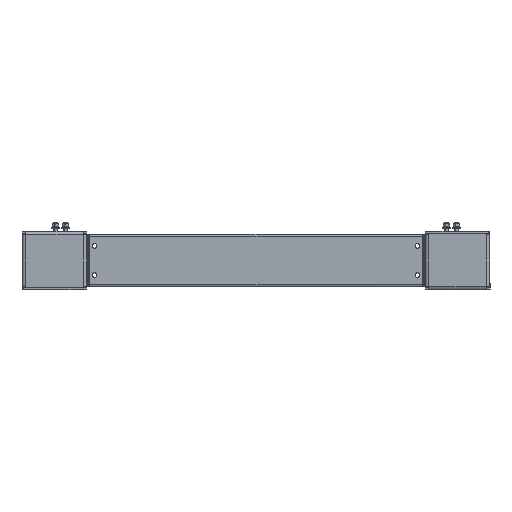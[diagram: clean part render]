
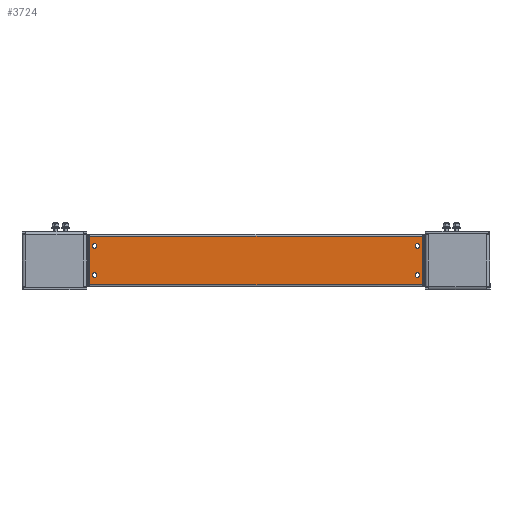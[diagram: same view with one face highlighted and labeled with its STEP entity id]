
A CAD part, left-side view. The second image highlights one B-rep face of the part: STEP entity #3724.
In plain terms, the highlighted face is planar.
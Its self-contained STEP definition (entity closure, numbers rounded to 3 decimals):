
#5 = CARTESIAN_POINT ( 'NONE',  ( -272., -25., 0. ) ) ;
#205 = AXIS2_PLACEMENT_3D ( 'NONE', #8188, #6261, #1460 ) ;
#499 = CARTESIAN_POINT ( 'NONE',  ( -276., -25., 0. ) ) ;
#685 = AXIS2_PLACEMENT_3D ( 'NONE', #2072, #5869, #2592 ) ;
#782 = EDGE_LOOP ( 'NONE', ( #1544, #3309 ) ) ;
#1103 = CARTESIAN_POINT ( 'NONE',  ( 284.5, -45., 0. ) ) ;
#1217 = VECTOR ( 'NONE', #8318, 1000. ) ;
#1271 = CARTESIAN_POINT ( 'NONE',  ( 280., 25., 0. ) ) ;
#1454 = CIRCLE ( 'NONE', #4368, 4. ) ;
#1460 = DIRECTION ( 'NONE',  ( 1., 0., 0. ) ) ;
#1510 = CIRCLE ( 'NONE', #685, 4. ) ;
#1544 = ORIENTED_EDGE ( 'NONE', *, *, #3031, .F. ) ;
#1666 = FACE_BOUND ( 'NONE', #782, .T. ) ;
#1709 = DIRECTION ( 'NONE',  ( -1., 0., 0. ) ) ;
#1721 = DIRECTION ( 'NONE',  ( -1., 0., 0. ) ) ;
#1723 = CARTESIAN_POINT ( 'NONE',  ( 276., -25., 0. ) ) ;
#1753 = FACE_BOUND ( 'NONE', #6752, .T. ) ;
#1858 = EDGE_CURVE ( 'NONE', #2251, #7213, #2258, .T. ) ;
#2072 = CARTESIAN_POINT ( 'NONE',  ( -276., -25., 0. ) ) ;
#2083 = CARTESIAN_POINT ( 'NONE',  ( 280., -25., 0. ) ) ;
#2136 = EDGE_CURVE ( 'NONE', #3348, #4785, #8264, .T. ) ;
#2183 = CARTESIAN_POINT ( 'NONE',  ( 272., -25., 0. ) ) ;
#2251 = VERTEX_POINT ( 'NONE', #1271 ) ;
#2258 = CIRCLE ( 'NONE', #3365, 4. ) ;
#2545 = VERTEX_POINT ( 'NONE', #8130 ) ;
#2546 = CARTESIAN_POINT ( 'NONE',  ( -284.5, -41.5, 0. ) ) ;
#2592 = DIRECTION ( 'NONE',  ( -1., 0., 0. ) ) ;
#2598 = VECTOR ( 'NONE', #5067, 1000. ) ;
#2606 = EDGE_LOOP ( 'NONE', ( #5578, #7463 ) ) ;
#2690 = CARTESIAN_POINT ( 'NONE',  ( -272., 25., 0. ) ) ;
#2740 = AXIS2_PLACEMENT_3D ( 'NONE', #4747, #6632, #3311 ) ;
#2791 = EDGE_CURVE ( 'NONE', #4456, #6857, #8051, .T. ) ;
#2878 = AXIS2_PLACEMENT_3D ( 'NONE', #499, #3746, #7912 ) ;
#2882 = ORIENTED_EDGE ( 'NONE', *, *, #3245, .F. ) ;
#2989 = DIRECTION ( 'NONE',  ( 0., 0., 1. ) ) ;
#3015 = FACE_OUTER_BOUND ( 'NONE', #3282, .T. ) ;
#3031 = EDGE_CURVE ( 'NONE', #7415, #6595, #4122, .T. ) ;
#3184 = ORIENTED_EDGE ( 'NONE', *, *, #5596, .T. ) ;
#3222 = EDGE_CURVE ( 'NONE', #2545, #3348, #4286, .T. ) ;
#3236 = EDGE_CURVE ( 'NONE', #5722, #2545, #3642, .T. ) ;
#3245 = EDGE_CURVE ( 'NONE', #5076, #4077, #3988, .T. ) ;
#3282 = EDGE_LOOP ( 'NONE', ( #3992, #3184, #3398, #7558 ) ) ;
#3309 = ORIENTED_EDGE ( 'NONE', *, *, #8432, .F. ) ;
#3311 = DIRECTION ( 'NONE',  ( 1., 0., 0. ) ) ;
#3348 = VERTEX_POINT ( 'NONE', #2546 ) ;
#3357 = CARTESIAN_POINT ( 'NONE',  ( 276., 25., 0. ) ) ;
#3365 = AXIS2_PLACEMENT_3D ( 'NONE', #8406, #2989, #1721 ) ;
#3398 = ORIENTED_EDGE ( 'NONE', *, *, #3236, .T. ) ;
#3460 = CARTESIAN_POINT ( 'NONE',  ( -280., 25., 0. ) ) ;
#3631 = CARTESIAN_POINT ( 'NONE',  ( 0., 0., 0. ) ) ;
#3642 = LINE ( 'NONE', #6400, #1217 ) ;
#3684 = DIRECTION ( 'NONE',  ( 0., 0., 1. ) ) ;
#3712 = AXIS2_PLACEMENT_3D ( 'NONE', #1723, #3684, #6356 ) ;
#3724 = ADVANCED_FACE ( 'NONE', ( #7705, #6428, #1753, #1666, #3015 ), #7752, .F. ) ;
#3742 = CARTESIAN_POINT ( 'NONE',  ( 272., 25., 0. ) ) ;
#3746 = DIRECTION ( 'NONE',  ( 0., 0., 1. ) ) ;
#3928 = ORIENTED_EDGE ( 'NONE', *, *, #7905, .F. ) ;
#3988 = CIRCLE ( 'NONE', #3712, 4. ) ;
#3992 = ORIENTED_EDGE ( 'NONE', *, *, #2136, .T. ) ;
#4043 = DIRECTION ( 'NONE',  ( -1., 0., 0. ) ) ;
#4077 = VERTEX_POINT ( 'NONE', #2183 ) ;
#4122 = CIRCLE ( 'NONE', #2740, 4. ) ;
#4127 = AXIS2_PLACEMENT_3D ( 'NONE', #3631, #7049, #1709 ) ;
#4189 = CARTESIAN_POINT ( 'NONE',  ( -284.5, -41.5, 0. ) ) ;
#4286 = LINE ( 'NONE', #6973, #7916 ) ;
#4368 = AXIS2_PLACEMENT_3D ( 'NONE', #3357, #4704, #4043 ) ;
#4456 = VERTEX_POINT ( 'NONE', #5099 ) ;
#4704 = DIRECTION ( 'NONE',  ( 0., 0., 1. ) ) ;
#4705 = AXIS2_PLACEMENT_3D ( 'NONE', #6306, #7055, #5734 ) ;
#4747 = CARTESIAN_POINT ( 'NONE',  ( -276., 25., 0. ) ) ;
#4785 = VERTEX_POINT ( 'NONE', #6322 ) ;
#5067 = DIRECTION ( 'NONE',  ( 1., 0., 0. ) ) ;
#5076 = VERTEX_POINT ( 'NONE', #2083 ) ;
#5088 = ORIENTED_EDGE ( 'NONE', *, *, #2791, .F. ) ;
#5099 = CARTESIAN_POINT ( 'NONE',  ( -280., -25., 0. ) ) ;
#5150 = DIRECTION ( 'NONE',  ( 0., 1., 0. ) ) ;
#5346 = CIRCLE ( 'NONE', #205, 4. ) ;
#5578 = ORIENTED_EDGE ( 'NONE', *, *, #1858, .F. ) ;
#5596 = EDGE_CURVE ( 'NONE', #4785, #5722, #8563, .T. ) ;
#5696 = DIRECTION ( 'NONE',  ( 0., -1., 0. ) ) ;
#5722 = VERTEX_POINT ( 'NONE', #8036 ) ;
#5734 = DIRECTION ( 'NONE',  ( 1., 0., 0. ) ) ;
#5869 = DIRECTION ( 'NONE',  ( 0., 0., 1. ) ) ;
#6261 = DIRECTION ( 'NONE',  ( 0., 0., 1. ) ) ;
#6306 = CARTESIAN_POINT ( 'NONE',  ( -276., 25., 0. ) ) ;
#6322 = CARTESIAN_POINT ( 'NONE',  ( 284.5, -41.5, 0. ) ) ;
#6356 = DIRECTION ( 'NONE',  ( 1., 0., 0. ) ) ;
#6400 = CARTESIAN_POINT ( 'NONE',  ( 284.5, 41.5, 0. ) ) ;
#6428 = FACE_BOUND ( 'NONE', #6492, .T. ) ;
#6492 = EDGE_LOOP ( 'NONE', ( #2882, #7970 ) ) ;
#6542 = EDGE_CURVE ( 'NONE', #4077, #5076, #5346, .T. ) ;
#6595 = VERTEX_POINT ( 'NONE', #3460 ) ;
#6632 = DIRECTION ( 'NONE',  ( 0., 0., 1. ) ) ;
#6752 = EDGE_LOOP ( 'NONE', ( #3928, #5088 ) ) ;
#6857 = VERTEX_POINT ( 'NONE', #5 ) ;
#6973 = CARTESIAN_POINT ( 'NONE',  ( -284.5, 45., 0. ) ) ;
#7044 = EDGE_CURVE ( 'NONE', #7213, #2251, #1454, .T. ) ;
#7049 = DIRECTION ( 'NONE',  ( 0., 0., -1. ) ) ;
#7055 = DIRECTION ( 'NONE',  ( 0., 0., 1. ) ) ;
#7213 = VERTEX_POINT ( 'NONE', #3742 ) ;
#7301 = VECTOR ( 'NONE', #5150, 1000. ) ;
#7415 = VERTEX_POINT ( 'NONE', #2690 ) ;
#7463 = ORIENTED_EDGE ( 'NONE', *, *, #7044, .F. ) ;
#7558 = ORIENTED_EDGE ( 'NONE', *, *, #3222, .T. ) ;
#7705 = FACE_BOUND ( 'NONE', #2606, .T. ) ;
#7752 = PLANE ( 'NONE',  #4127 ) ;
#7905 = EDGE_CURVE ( 'NONE', #6857, #4456, #1510, .T. ) ;
#7912 = DIRECTION ( 'NONE',  ( -1., 0., 0. ) ) ;
#7916 = VECTOR ( 'NONE', #5696, 1000. ) ;
#7970 = ORIENTED_EDGE ( 'NONE', *, *, #6542, .F. ) ;
#8036 = CARTESIAN_POINT ( 'NONE',  ( 284.5, 41.5, 0. ) ) ;
#8051 = CIRCLE ( 'NONE', #2878, 4. ) ;
#8130 = CARTESIAN_POINT ( 'NONE',  ( -284.5, 41.5, 0. ) ) ;
#8188 = CARTESIAN_POINT ( 'NONE',  ( 276., -25., 0. ) ) ;
#8264 = LINE ( 'NONE', #4189, #2598 ) ;
#8318 = DIRECTION ( 'NONE',  ( -1., 0., 0. ) ) ;
#8406 = CARTESIAN_POINT ( 'NONE',  ( 276., 25., 0. ) ) ;
#8432 = EDGE_CURVE ( 'NONE', #6595, #7415, #8486, .T. ) ;
#8486 = CIRCLE ( 'NONE', #4705, 4. ) ;
#8563 = LINE ( 'NONE', #1103, #7301 ) ;
